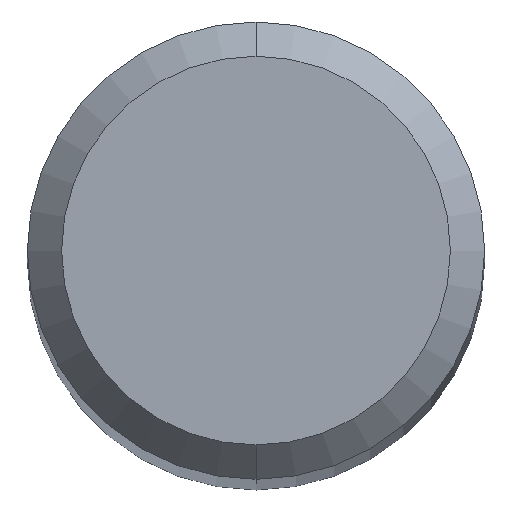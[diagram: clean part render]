
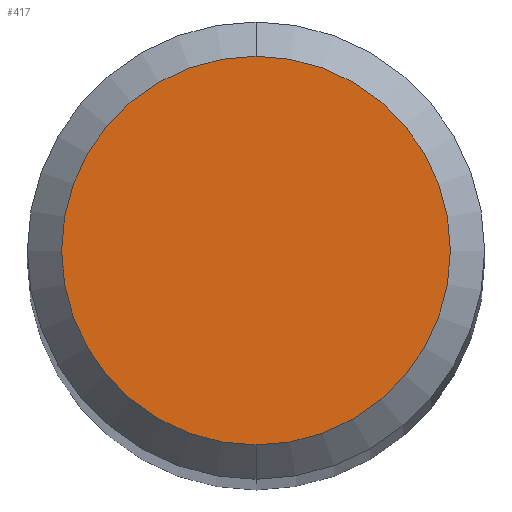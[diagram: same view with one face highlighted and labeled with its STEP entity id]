
A CAD part, top view. The second image highlights one B-rep face of the part: STEP entity #417.
In plain terms, the highlighted planar face has unit normal (0, 0, 1).
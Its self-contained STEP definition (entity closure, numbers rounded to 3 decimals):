
#417=ADVANCED_FACE('',(#1022),#1023,.T.);
#439=VERTEX_POINT('',#1045);
#447=EDGE_CURVE('',#439,#825,#1053,.T.);
#825=VERTEX_POINT('',#1469);
#863=EDGE_CURVE('',#825,#439,#1510,.T.);
#1022=FACE_OUTER_BOUND('',#1990,.T.);
#1023=PLANE('',#1991);
#1045=CARTESIAN_POINT('',(0.0,1.7,0.0));
#1053=CIRCLE('',#2084,1.7);
#1469=CARTESIAN_POINT('',(0.,-1.7,0.0));
#1510=CIRCLE('',#6147,1.7);
#1990=EDGE_LOOP('',(#6353,#6354));
#1991=AXIS2_PLACEMENT_3D('',#6355,#6356,#6357);
#2084=AXIS2_PLACEMENT_3D('',#6365,#6366,#6367);
#6147=AXIS2_PLACEMENT_3D('',#6886,#6887,#6888);
#6353=ORIENTED_EDGE('',*,*,#447,.F.);
#6354=ORIENTED_EDGE('',*,*,#863,.F.);
#6355=CARTESIAN_POINT('',(0.0,0.85,0.0));
#6356=DIRECTION('',(-0.0,0.0,1.0));
#6357=DIRECTION('',(0.0,-1.0,0.0));
#6365=CARTESIAN_POINT('',(0.0,0.0,0.0));
#6366=DIRECTION('',(0.0,0.0,-1.0));
#6367=DIRECTION('',(0.0,1.0,0.0));
#6886=CARTESIAN_POINT('',(0.0,0.0,0.0));
#6887=DIRECTION('',(0.0,0.0,-1.0));
#6888=DIRECTION('',(0.0,1.0,0.0));
